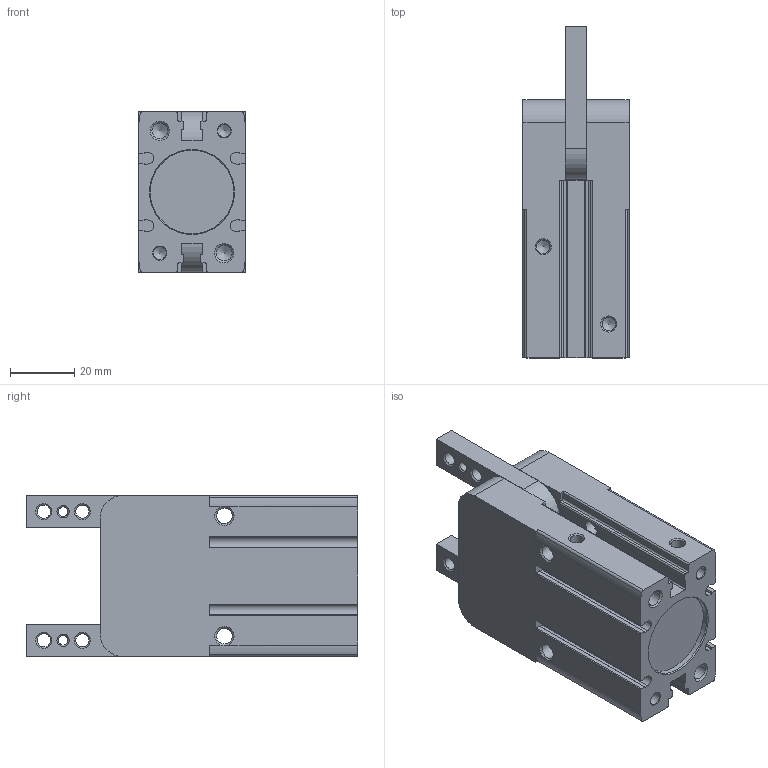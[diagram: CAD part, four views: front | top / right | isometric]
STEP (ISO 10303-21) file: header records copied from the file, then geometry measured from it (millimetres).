
FILE_DESCRIPTION(/* description */ ('STEP AP214'),/* implementation_level */ '2;1');
FILE_NAME(/* name */ '8128136_DHWC-25-A',/* time_stamp */ '2024-08-19T21:51:43+02:00',/* author */ ('License CC BY-ND 4.0'),/* organization */ ('CADENAS'),/* preprocessor_version */ 'ST-DEVELOPER v19.3',/* originating_system */ 'PARTsolutions',/* authorisation */ ' ');
FILE_SCHEMA (('AUTOMOTIVE_DESIGN {1 0 10303 214 3 1 1}'));
Length unit declared in the file: millimetre
Products named in the file (3): 8128136 DHWC-25-A---(0_high); 8128136 DHWC-25-A---(high_h); 8128136 DHWC-25-A---(high_J)
Assembly tree (3 placements, depth 2):
  8128136 DHWC-25-A---(0_high)
    8128136 DHWC-25-A---(high_h)
    8128136 DHWC-25-A---(high_J)  x2
Bounding box: 33 x 103.2 x 50 mm (x, y, z)
Volume: 118613.8 mm3; surface area: 28892.8 mm2
Topology: 3 solids, 3 shells, 259 faces, 739 edges, 481 vertices
Faces by surface type: cylinder 113, plane 105, cone 41
Full cylindrical faces by diameter (mm): 3 x2, 4 x6, 4.134 x6, 4.917 x8, 5 x4, 26 x1
Entity records: 7454 total; most frequent: CARTESIAN_POINT 1344, DIRECTION 1283, ORIENTED_EDGE 1196, EDGE_CURVE 598, AXIS2_PLACEMENT_3D 470, VERTEX_POINT 431, LINE 343, VECTOR 343
